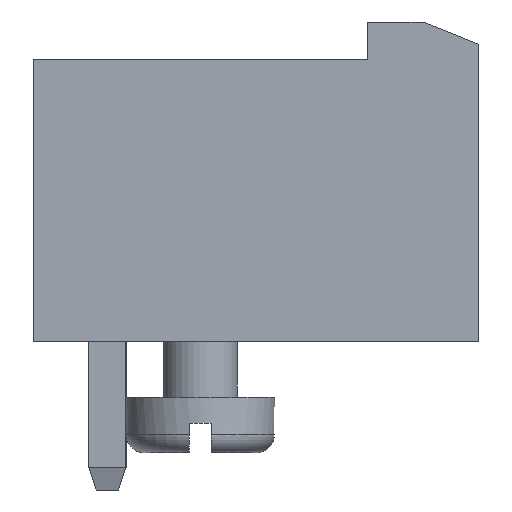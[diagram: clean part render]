
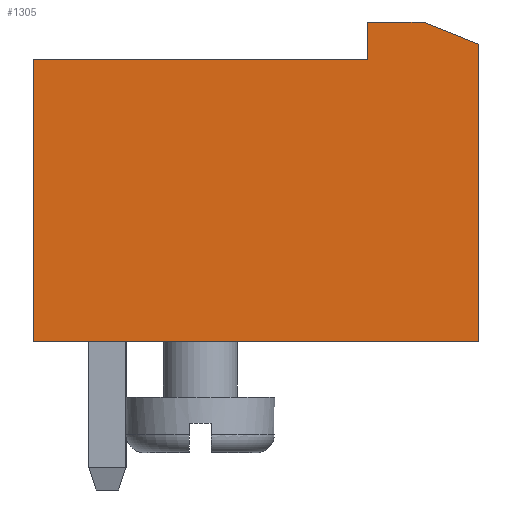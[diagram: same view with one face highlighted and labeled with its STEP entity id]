
A CAD part, left-side view. The second image highlights one B-rep face of the part: STEP entity #1305.
In plain terms, the highlighted planar face has unit normal (-1, 0, 0).
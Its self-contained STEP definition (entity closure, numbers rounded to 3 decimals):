
#22 = VERTEX_POINT('',#23);
#23 = CARTESIAN_POINT('',(-7.62,2.,7.6));
#32 = PLANE('',#33);
#33 = AXIS2_PLACEMENT_3D('',#34,#35,#36);
#34 = CARTESIAN_POINT('',(-7.62,2.,7.6));
#35 = DIRECTION('',(0.,1.,0.));
#36 = DIRECTION('',(0.,0.,-1.));
#44 = PLANE('',#45);
#45 = AXIS2_PLACEMENT_3D('',#46,#47,#48);
#46 = CARTESIAN_POINT('',(-7.62,-7.,7.6));
#47 = DIRECTION('',(0.,0.,1.));
#48 = DIRECTION('',(0.,1.,0.));
#85 = VERTEX_POINT('',#86);
#86 = CARTESIAN_POINT('',(-7.62,2.,0.));
#100 = PLANE('',#101);
#101 = AXIS2_PLACEMENT_3D('',#102,#103,#104);
#102 = CARTESIAN_POINT('',(-7.62,2.,0.));
#103 = DIRECTION('',(0.,0.,-1.));
#104 = DIRECTION('',(0.,-1.,0.));
#112 = EDGE_CURVE('',#22,#85,#113,.T.);
#113 = SURFACE_CURVE('',#114,(#118,#125),.PCURVE_S1.);
#114 = LINE('',#115,#116);
#115 = CARTESIAN_POINT('',(-7.62,2.,7.6));
#116 = VECTOR('',#117,1.);
#117 = DIRECTION('',(0.,0.,-1.));
#118 = PCURVE('',#32,#119);
#119 = DEFINITIONAL_REPRESENTATION('',(#120),#124);
#120 = LINE('',#121,#122);
#121 = CARTESIAN_POINT('',(0.,0.));
#122 = VECTOR('',#123,1.);
#123 = DIRECTION('',(1.,0.));
#124 = ( GEOMETRIC_REPRESENTATION_CONTEXT(2)
PARAMETRIC_REPRESENTATION_CONTEXT() REPRESENTATION_CONTEXT('2D SPACE',''
) );
#125 = PCURVE('',#126,#131);
#126 = PLANE('',#127);
#127 = AXIS2_PLACEMENT_3D('',#128,#129,#130);
#128 = CARTESIAN_POINT('',(-7.62,2.,7.6));
#129 = DIRECTION('',(1.,0.,0.));
#130 = DIRECTION('',(0.,-1.,0.));
#131 = DEFINITIONAL_REPRESENTATION('',(#132),#136);
#132 = LINE('',#133,#134);
#133 = CARTESIAN_POINT('',(0.,0.));
#134 = VECTOR('',#135,1.);
#135 = DIRECTION('',(0.,1.));
#136 = ( GEOMETRIC_REPRESENTATION_CONTEXT(2)
PARAMETRIC_REPRESENTATION_CONTEXT() REPRESENTATION_CONTEXT('2D SPACE',''
) );
#142 = VERTEX_POINT('',#143);
#143 = CARTESIAN_POINT('',(-7.62,-7.,7.6));
#159 = PLANE('',#160);
#160 = AXIS2_PLACEMENT_3D('',#161,#162,#163);
#161 = CARTESIAN_POINT('',(-7.62,-7.,8.6));
#162 = DIRECTION('',(0.,1.,0.));
#163 = DIRECTION('',(0.,0.,-1.));
#193 = EDGE_CURVE('',#142,#22,#194,.T.);
#194 = SURFACE_CURVE('',#195,(#199,#206),.PCURVE_S1.);
#195 = LINE('',#196,#197);
#196 = CARTESIAN_POINT('',(-7.62,-7.,7.6));
#197 = VECTOR('',#198,1.);
#198 = DIRECTION('',(0.,1.,0.));
#199 = PCURVE('',#44,#200);
#200 = DEFINITIONAL_REPRESENTATION('',(#201),#205);
#201 = LINE('',#202,#203);
#202 = CARTESIAN_POINT('',(0.,0.));
#203 = VECTOR('',#204,1.);
#204 = DIRECTION('',(1.,0.));
#205 = ( GEOMETRIC_REPRESENTATION_CONTEXT(2)
PARAMETRIC_REPRESENTATION_CONTEXT() REPRESENTATION_CONTEXT('2D SPACE',''
) );
#206 = PCURVE('',#126,#207);
#207 = DEFINITIONAL_REPRESENTATION('',(#208),#212);
#208 = LINE('',#209,#210);
#209 = CARTESIAN_POINT('',(9.,0.));
#210 = VECTOR('',#211,1.);
#211 = DIRECTION('',(-1.,0.));
#212 = ( GEOMETRIC_REPRESENTATION_CONTEXT(2)
PARAMETRIC_REPRESENTATION_CONTEXT() REPRESENTATION_CONTEXT('2D SPACE',''
) );
#242 = VERTEX_POINT('',#243);
#243 = CARTESIAN_POINT('',(-7.62,-10.,0.));
#257 = PLANE('',#258);
#258 = AXIS2_PLACEMENT_3D('',#259,#260,#261);
#259 = CARTESIAN_POINT('',(-7.62,-10.,0.));
#260 = DIRECTION('',(0.,-1.,0.));
#261 = DIRECTION('',(0.,0.,1.));
#269 = EDGE_CURVE('',#85,#242,#270,.T.);
#270 = SURFACE_CURVE('',#271,(#275,#282),.PCURVE_S1.);
#271 = LINE('',#272,#273);
#272 = CARTESIAN_POINT('',(-7.62,2.,0.));
#273 = VECTOR('',#274,1.);
#274 = DIRECTION('',(0.,-1.,0.));
#275 = PCURVE('',#100,#276);
#276 = DEFINITIONAL_REPRESENTATION('',(#277),#281);
#277 = LINE('',#278,#279);
#278 = CARTESIAN_POINT('',(0.,0.));
#279 = VECTOR('',#280,1.);
#280 = DIRECTION('',(1.,0.));
#281 = ( GEOMETRIC_REPRESENTATION_CONTEXT(2)
PARAMETRIC_REPRESENTATION_CONTEXT() REPRESENTATION_CONTEXT('2D SPACE',''
) );
#282 = PCURVE('',#126,#283);
#283 = DEFINITIONAL_REPRESENTATION('',(#284),#288);
#284 = LINE('',#285,#286);
#285 = CARTESIAN_POINT('',(0.,7.6));
#286 = VECTOR('',#287,1.);
#287 = DIRECTION('',(1.,0.));
#288 = ( GEOMETRIC_REPRESENTATION_CONTEXT(2)
PARAMETRIC_REPRESENTATION_CONTEXT() REPRESENTATION_CONTEXT('2D SPACE',''
) );
#1305 = ADVANCED_FACE('',(#1306),#126,.F.);
#1306 = FACE_BOUND('',#1307,.T.);
#1307 = EDGE_LOOP('',(#1308,#1309,#1310,#1333,#1361,#1389,#1410));
#1308 = ORIENTED_EDGE('',*,*,#112,.T.);
#1309 = ORIENTED_EDGE('',*,*,#269,.T.);
#1310 = ORIENTED_EDGE('',*,*,#1311,.T.);
#1311 = EDGE_CURVE('',#242,#1312,#1314,.T.);
#1312 = VERTEX_POINT('',#1313);
#1313 = CARTESIAN_POINT('',(-7.62,-10.,8.));
#1314 = SURFACE_CURVE('',#1315,(#1319,#1326),.PCURVE_S1.);
#1315 = LINE('',#1316,#1317);
#1316 = CARTESIAN_POINT('',(-7.62,-10.,0.));
#1317 = VECTOR('',#1318,1.);
#1318 = DIRECTION('',(0.,0.,1.));
#1319 = PCURVE('',#126,#1320);
#1320 = DEFINITIONAL_REPRESENTATION('',(#1321),#1325);
#1321 = LINE('',#1322,#1323);
#1322 = CARTESIAN_POINT('',(12.,7.6));
#1323 = VECTOR('',#1324,1.);
#1324 = DIRECTION('',(0.,-1.));
#1325 = ( GEOMETRIC_REPRESENTATION_CONTEXT(2)
PARAMETRIC_REPRESENTATION_CONTEXT() REPRESENTATION_CONTEXT('2D SPACE',''
) );
#1326 = PCURVE('',#257,#1327);
#1327 = DEFINITIONAL_REPRESENTATION('',(#1328),#1332);
#1328 = LINE('',#1329,#1330);
#1329 = CARTESIAN_POINT('',(0.,0.));
#1330 = VECTOR('',#1331,1.);
#1331 = DIRECTION('',(1.,0.));
#1332 = ( GEOMETRIC_REPRESENTATION_CONTEXT(2)
PARAMETRIC_REPRESENTATION_CONTEXT() REPRESENTATION_CONTEXT('2D SPACE',''
) );
#1333 = ORIENTED_EDGE('',*,*,#1334,.T.);
#1334 = EDGE_CURVE('',#1312,#1335,#1337,.T.);
#1335 = VERTEX_POINT('',#1336);
#1336 = CARTESIAN_POINT('',(-7.62,-8.5,8.6));
#1337 = SURFACE_CURVE('',#1338,(#1342,#1349),.PCURVE_S1.);
#1338 = LINE('',#1339,#1340);
#1339 = CARTESIAN_POINT('',(-7.62,-10.,8.));
#1340 = VECTOR('',#1341,1.);
#1341 = DIRECTION('',(0.,0.928,0.371));
#1342 = PCURVE('',#126,#1343);
#1343 = DEFINITIONAL_REPRESENTATION('',(#1344),#1348);
#1344 = LINE('',#1345,#1346);
#1345 = CARTESIAN_POINT('',(12.,-0.4));
#1346 = VECTOR('',#1347,1.);
#1347 = DIRECTION('',(-0.928,-0.371));
#1348 = ( GEOMETRIC_REPRESENTATION_CONTEXT(2)
PARAMETRIC_REPRESENTATION_CONTEXT() REPRESENTATION_CONTEXT('2D SPACE',''
) );
#1349 = PCURVE('',#1350,#1355);
#1350 = PLANE('',#1351);
#1351 = AXIS2_PLACEMENT_3D('',#1352,#1353,#1354);
#1352 = CARTESIAN_POINT('',(-7.62,-10.,8.));
#1353 = DIRECTION('',(0.,-0.371,0.928));
#1354 = DIRECTION('',(0.,0.928,0.371));
#1355 = DEFINITIONAL_REPRESENTATION('',(#1356),#1360);
#1356 = LINE('',#1357,#1358);
#1357 = CARTESIAN_POINT('',(0.,0.));
#1358 = VECTOR('',#1359,1.);
#1359 = DIRECTION('',(1.,0.));
#1360 = ( GEOMETRIC_REPRESENTATION_CONTEXT(2)
PARAMETRIC_REPRESENTATION_CONTEXT() REPRESENTATION_CONTEXT('2D SPACE',''
) );
#1361 = ORIENTED_EDGE('',*,*,#1362,.T.);
#1362 = EDGE_CURVE('',#1335,#1363,#1365,.T.);
#1363 = VERTEX_POINT('',#1364);
#1364 = CARTESIAN_POINT('',(-7.62,-7.,8.6));
#1365 = SURFACE_CURVE('',#1366,(#1370,#1377),.PCURVE_S1.);
#1366 = LINE('',#1367,#1368);
#1367 = CARTESIAN_POINT('',(-7.62,-8.5,8.6));
#1368 = VECTOR('',#1369,1.);
#1369 = DIRECTION('',(0.,1.,0.));
#1370 = PCURVE('',#126,#1371);
#1371 = DEFINITIONAL_REPRESENTATION('',(#1372),#1376);
#1372 = LINE('',#1373,#1374);
#1373 = CARTESIAN_POINT('',(10.5,-1.));
#1374 = VECTOR('',#1375,1.);
#1375 = DIRECTION('',(-1.,0.));
#1376 = ( GEOMETRIC_REPRESENTATION_CONTEXT(2)
PARAMETRIC_REPRESENTATION_CONTEXT() REPRESENTATION_CONTEXT('2D SPACE',''
) );
#1377 = PCURVE('',#1378,#1383);
#1378 = PLANE('',#1379);
#1379 = AXIS2_PLACEMENT_3D('',#1380,#1381,#1382);
#1380 = CARTESIAN_POINT('',(-7.62,-8.5,8.6));
#1381 = DIRECTION('',(0.,0.,1.));
#1382 = DIRECTION('',(0.,1.,0.));
#1383 = DEFINITIONAL_REPRESENTATION('',(#1384),#1388);
#1384 = LINE('',#1385,#1386);
#1385 = CARTESIAN_POINT('',(0.,0.));
#1386 = VECTOR('',#1387,1.);
#1387 = DIRECTION('',(1.,0.));
#1388 = ( GEOMETRIC_REPRESENTATION_CONTEXT(2)
PARAMETRIC_REPRESENTATION_CONTEXT() REPRESENTATION_CONTEXT('2D SPACE',''
) );
#1389 = ORIENTED_EDGE('',*,*,#1390,.T.);
#1390 = EDGE_CURVE('',#1363,#142,#1391,.T.);
#1391 = SURFACE_CURVE('',#1392,(#1396,#1403),.PCURVE_S1.);
#1392 = LINE('',#1393,#1394);
#1393 = CARTESIAN_POINT('',(-7.62,-7.,8.6));
#1394 = VECTOR('',#1395,1.);
#1395 = DIRECTION('',(0.,0.,-1.));
#1396 = PCURVE('',#126,#1397);
#1397 = DEFINITIONAL_REPRESENTATION('',(#1398),#1402);
#1398 = LINE('',#1399,#1400);
#1399 = CARTESIAN_POINT('',(9.,-1.));
#1400 = VECTOR('',#1401,1.);
#1401 = DIRECTION('',(0.,1.));
#1402 = ( GEOMETRIC_REPRESENTATION_CONTEXT(2)
PARAMETRIC_REPRESENTATION_CONTEXT() REPRESENTATION_CONTEXT('2D SPACE',''
) );
#1403 = PCURVE('',#159,#1404);
#1404 = DEFINITIONAL_REPRESENTATION('',(#1405),#1409);
#1405 = LINE('',#1406,#1407);
#1406 = CARTESIAN_POINT('',(0.,0.));
#1407 = VECTOR('',#1408,1.);
#1408 = DIRECTION('',(1.,0.));
#1409 = ( GEOMETRIC_REPRESENTATION_CONTEXT(2)
PARAMETRIC_REPRESENTATION_CONTEXT() REPRESENTATION_CONTEXT('2D SPACE',''
) );
#1410 = ORIENTED_EDGE('',*,*,#193,.T.);
